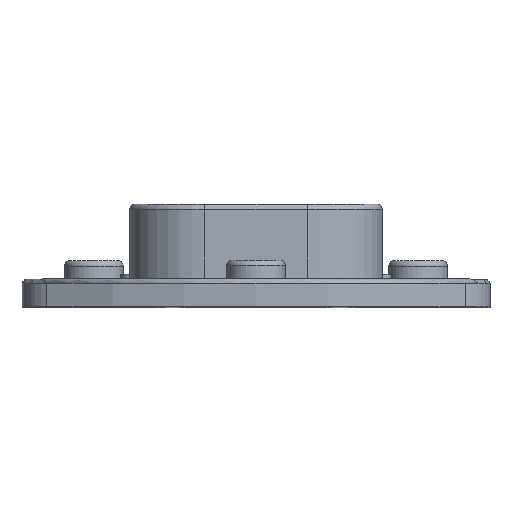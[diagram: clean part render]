
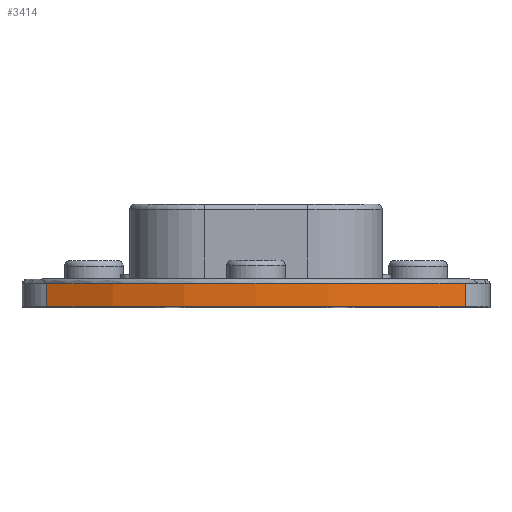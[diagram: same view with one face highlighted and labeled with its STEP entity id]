
A CAD part, top view. The second image highlights one B-rep face of the part: STEP entity #3414.
In plain terms, the highlighted cylindrical face has radius 95 mm (diameter 190 mm), a partial arc.
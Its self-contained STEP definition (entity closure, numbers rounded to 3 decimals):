
#343=FACE_OUTER_BOUND('',#586,.T.);
#586=EDGE_LOOP('',(#3033,#3034,#3035,#3036));
#661=LINE('',#5302,#899);
#663=LINE('',#5311,#901);
#899=VECTOR('',#4204,1000.);
#901=VECTOR('',#4212,1000.);
#1177=CIRCLE('',#3589,95.);
#1314=CIRCLE('',#3856,95.);
#1450=VERTEX_POINT('',#5300);
#1451=VERTEX_POINT('',#5301);
#1454=VERTEX_POINT('',#5309);
#1455=VERTEX_POINT('',#5310);
#1797=EDGE_CURVE('',#1450,#1451,#661,.T.);
#1801=EDGE_CURVE('',#1454,#1455,#663,.T.);
#1808=EDGE_CURVE('',#1454,#1451,#1177,.T.);
#2103=EDGE_CURVE('',#1455,#1450,#1314,.T.);
#3033=ORIENTED_EDGE('',*,*,#2103,.T.);
#3034=ORIENTED_EDGE('',*,*,#1797,.T.);
#3035=ORIENTED_EDGE('',*,*,#1808,.F.);
#3036=ORIENTED_EDGE('',*,*,#1801,.T.);
#3234=CYLINDRICAL_SURFACE('',#3855,95.);
#3414=ADVANCED_FACE('',(#343),#3234,.T.);
#3589=AXIS2_PLACEMENT_3D('',#5324,#4226,#4227);
#3855=AXIS2_PLACEMENT_3D('',#5912,#4916,#4917);
#3856=AXIS2_PLACEMENT_3D('',#5913,#4918,#4919);
#4204=DIRECTION('',(0.,-1.,0.));
#4212=DIRECTION('',(0.,1.,0.));
#4226=DIRECTION('center_axis',(0.,-1.,0.));
#4227=DIRECTION('ref_axis',(0.,0.,-1.));
#4916=DIRECTION('center_axis',(0.,-1.,0.));
#4917=DIRECTION('ref_axis',(0.,0.,1.));
#4918=DIRECTION('center_axis',(0.,-1.,0.));
#4919=DIRECTION('ref_axis',(0.,0.,-1.));
#5300=CARTESIAN_POINT('',(-44.706,1.,83.824));
#5301=CARTESIAN_POINT('',(-44.706,-4.,83.824));
#5302=CARTESIAN_POINT('',(-44.706,1.,83.824));
#5309=CARTESIAN_POINT('',(44.706,-4.,83.824));
#5310=CARTESIAN_POINT('',(44.706,1.,83.824));
#5311=CARTESIAN_POINT('',(44.706,1.,83.824));
#5324=CARTESIAN_POINT('Origin',(0.,-4.,0.));
#5912=CARTESIAN_POINT('Origin',(0.,1.,0.));
#5913=CARTESIAN_POINT('Origin',(0.,1.,0.));
